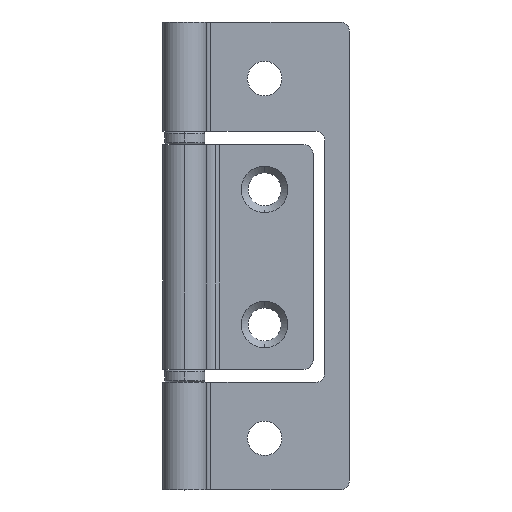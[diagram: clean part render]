
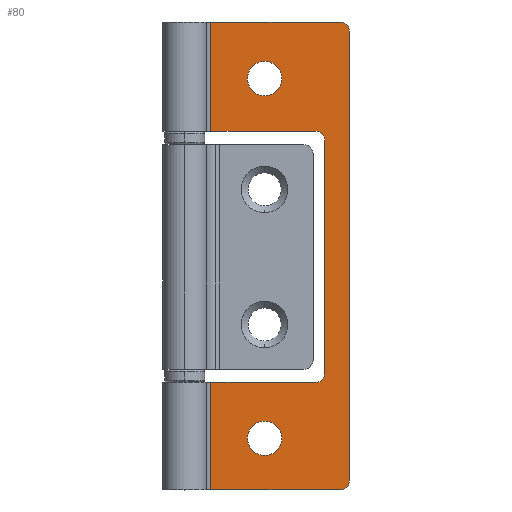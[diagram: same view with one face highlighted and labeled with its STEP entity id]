
A CAD part, top view. The second image highlights one B-rep face of the part: STEP entity #80.
In plain terms, the highlighted planar face has unit normal (0, 0, 1).
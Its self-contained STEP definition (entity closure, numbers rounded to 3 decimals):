
#80=ADVANCED_FACE('',(#173,#109,#110),#1370,.T.);
#109=FACE_BOUND('',#263,.T.);
#110=FACE_BOUND('',#264,.T.);
#173=FACE_OUTER_BOUND('',#262,.T.);
#262=EDGE_LOOP('',(#565,#566,#567,#568,#569,#570,#571,#572,#573,#574,#575,
#576));
#263=EDGE_LOOP('',(#577,#578));
#264=EDGE_LOOP('',(#579,#580));
#565=ORIENTED_EDGE('',*,*,#857,.F.);
#566=ORIENTED_EDGE('',*,*,#855,.F.);
#567=ORIENTED_EDGE('',*,*,#823,.F.);
#568=ORIENTED_EDGE('',*,*,#853,.F.);
#569=ORIENTED_EDGE('',*,*,#803,.F.);
#570=ORIENTED_EDGE('',*,*,#825,.F.);
#571=ORIENTED_EDGE('',*,*,#812,.F.);
#572=ORIENTED_EDGE('',*,*,#852,.F.);
#573=ORIENTED_EDGE('',*,*,#813,.F.);
#574=ORIENTED_EDGE('',*,*,#850,.F.);
#575=ORIENTED_EDGE('',*,*,#817,.F.);
#576=ORIENTED_EDGE('',*,*,#801,.F.);
#577=ORIENTED_EDGE('',*,*,#864,.F.);
#578=ORIENTED_EDGE('',*,*,#842,.F.);
#579=ORIENTED_EDGE('',*,*,#867,.F.);
#580=ORIENTED_EDGE('',*,*,#845,.F.);
#801=EDGE_CURVE('',#1283,#1249,#925,.T.);
#803=EDGE_CURVE('',#1250,#1251,#926,.T.);
#812=EDGE_CURVE('',#1260,#1261,#933,.T.);
#813=EDGE_CURVE('',#1264,#1265,#934,.T.);
#817=EDGE_CURVE('',#1249,#1268,#938,.T.);
#823=EDGE_CURVE('',#1274,#1273,#942,.T.);
#825=EDGE_CURVE('',#1261,#1250,#943,.T.);
#842=EDGE_CURVE('',#1272,#1289,#1048,.T.);
#845=EDGE_CURVE('',#1271,#1291,#1050,.T.);
#850=EDGE_CURVE('',#1268,#1264,#1052,.T.);
#852=EDGE_CURVE('',#1265,#1260,#1054,.T.);
#853=EDGE_CURVE('',#1251,#1274,#1055,.T.);
#855=EDGE_CURVE('',#1273,#1286,#1057,.T.);
#857=EDGE_CURVE('',#1286,#1283,#958,.T.);
#864=EDGE_CURVE('',#1289,#1272,#1062,.T.);
#867=EDGE_CURVE('',#1291,#1271,#1064,.T.);
#925=B_SPLINE_CURVE_WITH_KNOTS('',1,(#2896,#2897),.UNSPECIFIED.,.F.,.F.,
(2,2),(0.,0.018),.UNSPECIFIED.);
#926=B_SPLINE_CURVE_WITH_KNOTS('',1,(#2901,#2902),.UNSPECIFIED.,.F.,.F.,
(2,2),(0.,0.021),.UNSPECIFIED.);
#933=B_SPLINE_CURVE_WITH_KNOTS('',1,(#2921,#2922),.UNSPECIFIED.,.F.,.F.,
(2,2),(0.,0.017),.UNSPECIFIED.);
#934=B_SPLINE_CURVE_WITH_KNOTS('',1,(#2923,#2924),.UNSPECIFIED.,.F.,.F.,
(2,2),(0.,0.038),.UNSPECIFIED.);
#938=B_SPLINE_CURVE_WITH_KNOTS('',1,(#2931,#2932),.UNSPECIFIED.,.F.,.F.,
(2,2),(0.,0.017),.UNSPECIFIED.);
#942=B_SPLINE_CURVE_WITH_KNOTS('',1,(#2945,#2946),.UNSPECIFIED.,.F.,.F.,
(2,2),(-0.073,0.),.UNSPECIFIED.);
#943=B_SPLINE_CURVE_WITH_KNOTS('',1,(#2950,#2951),.UNSPECIFIED.,.F.,.F.,
(2,2),(0.,0.018),.UNSPECIFIED.);
#958=B_SPLINE_CURVE_WITH_KNOTS('',1,(#3031,#3032),.UNSPECIFIED.,.F.,.F.,
(2,2),(-0.021,0.),.UNSPECIFIED.);
#1048=TRIMMED_CURVE($,#1150,(#2991),(#2992),.T.,.CARTESIAN.);
#1050=TRIMMED_CURVE($,#1152,(#2999),(#3000),.T.,.CARTESIAN.);
#1052=TRIMMED_CURVE($,#1154,(#3011),(#3012),.T.,.CARTESIAN.);
#1054=TRIMMED_CURVE($,#1156,(#3017),(#3018),.T.,.CARTESIAN.);
#1055=TRIMMED_CURVE($,#1157,(#3020),(#3021),.T.,.CARTESIAN.);
#1057=TRIMMED_CURVE($,#1159,(#3026),(#3027),.T.,.CARTESIAN.);
#1062=TRIMMED_CURVE($,#1164,(#3049),(#3050),.T.,.CARTESIAN.);
#1064=TRIMMED_CURVE($,#1166,(#3057),(#3058),.T.,.CARTESIAN.);
#1150=CIRCLE('',#1612,2.8);
#1152=CIRCLE('',#1614,2.8);
#1154=CIRCLE('',#1616,1.5);
#1156=CIRCLE('',#1618,1.5);
#1157=CIRCLE('',#1619,1.5);
#1159=CIRCLE('',#1621,1.5);
#1164=CIRCLE('',#1626,2.8);
#1166=CIRCLE('',#1628,2.8);
#1249=VERTEX_POINT('',#2827);
#1250=VERTEX_POINT('',#2828);
#1251=VERTEX_POINT('',#2829);
#1260=VERTEX_POINT('',#2838);
#1261=VERTEX_POINT('',#2839);
#1264=VERTEX_POINT('',#2842);
#1265=VERTEX_POINT('',#2843);
#1268=VERTEX_POINT('',#2846);
#1271=VERTEX_POINT('',#2849);
#1272=VERTEX_POINT('',#2850);
#1273=VERTEX_POINT('',#2851);
#1274=VERTEX_POINT('',#2852);
#1283=VERTEX_POINT('',#2861);
#1286=VERTEX_POINT('',#2864);
#1289=VERTEX_POINT('',#2867);
#1291=VERTEX_POINT('',#2869);
#1370=PLANE('',#1578);
#1578=AXIS2_PLACEMENT_3D('',#2764,#1814,$);
#1612=AXIS2_PLACEMENT_3D($,#2990,#1865,#1866);
#1614=AXIS2_PLACEMENT_3D($,#2998,#1869,#1870);
#1616=AXIS2_PLACEMENT_3D($,#3010,#1873,#1874);
#1618=AXIS2_PLACEMENT_3D($,#3016,#1877,#1878);
#1619=AXIS2_PLACEMENT_3D($,#3019,#1879,#1880);
#1621=AXIS2_PLACEMENT_3D($,#3025,#1883,#1884);
#1626=AXIS2_PLACEMENT_3D($,#3048,#1893,#1894);
#1628=AXIS2_PLACEMENT_3D($,#3056,#1897,#1898);
#1814=DIRECTION('',(0.,0.,1.));
#1865=DIRECTION('',(0.,0.,1.));
#1866=DIRECTION('',(0.,1.,0.));
#1869=DIRECTION('',(0.,0.,1.));
#1870=DIRECTION('',(0.,1.,0.));
#1873=DIRECTION('',(0.,0.,1.));
#1874=DIRECTION('',(0.,-1.,0.));
#1877=DIRECTION('',(0.,0.,1.));
#1878=DIRECTION('',(1.,0.,0.));
#1879=DIRECTION('',(0.,0.,-1.));
#1880=DIRECTION('',(0.,1.,0.));
#1883=DIRECTION('',(0.,0.,-1.));
#1884=DIRECTION('',(1.,0.,0.));
#1893=DIRECTION('',(0.,0.,1.));
#1894=DIRECTION('',(0.,-1.,0.));
#1897=DIRECTION('',(0.,0.,1.));
#1898=DIRECTION('',(0.,-1.,0.));
#2764=CARTESIAN_POINT('',(-589.043,-647.827,12.2));
#2827=CARTESIAN_POINT('',(13.223,-22.695,12.2));
#2828=CARTESIAN_POINT('',(13.223,36.005,12.2));
#2829=CARTESIAN_POINT('',(34.269,36.005,12.2));
#2838=CARTESIAN_POINT('',(30.269,18.205,12.2));
#2839=CARTESIAN_POINT('',(13.223,18.205,12.2));
#2842=CARTESIAN_POINT('',(31.769,-21.195,12.2));
#2843=CARTESIAN_POINT('',(31.769,16.705,12.2));
#2846=CARTESIAN_POINT('',(30.269,-22.695,12.2));
#2849=CARTESIAN_POINT('',(21.969,29.605,12.2));
#2850=CARTESIAN_POINT('',(21.969,-28.995,12.2));
#2851=CARTESIAN_POINT('',(35.769,-38.695,12.2));
#2852=CARTESIAN_POINT('',(35.769,34.505,12.2));
#2861=CARTESIAN_POINT('',(13.223,-40.195,12.2));
#2864=CARTESIAN_POINT('',(34.269,-40.195,12.2));
#2867=CARTESIAN_POINT('',(21.969,-34.595,12.2));
#2869=CARTESIAN_POINT('',(21.969,24.005,12.2));
#2896=CARTESIAN_POINT('',(13.223,-40.195,12.2));
#2897=CARTESIAN_POINT('',(13.223,-22.695,12.2));
#2901=CARTESIAN_POINT('',(13.223,36.005,12.2));
#2902=CARTESIAN_POINT('',(34.269,36.005,12.2));
#2921=CARTESIAN_POINT('',(30.269,18.205,12.2));
#2922=CARTESIAN_POINT('',(13.223,18.205,12.2));
#2923=CARTESIAN_POINT('',(31.769,-21.195,12.2));
#2924=CARTESIAN_POINT('',(31.769,16.705,12.2));
#2931=CARTESIAN_POINT('',(13.223,-22.695,12.2));
#2932=CARTESIAN_POINT('',(30.269,-22.695,12.2));
#2945=CARTESIAN_POINT('',(35.769,34.505,12.2));
#2946=CARTESIAN_POINT('',(35.769,-38.695,12.2));
#2950=CARTESIAN_POINT('',(13.223,18.205,12.2));
#2951=CARTESIAN_POINT('',(13.223,36.005,12.2));
#2990=CARTESIAN_POINT('',(21.969,-31.795,12.2));
#2991=CARTESIAN_POINT('',(21.969,-28.995,12.2));
#2992=CARTESIAN_POINT('',(21.969,-34.595,12.2));
#2998=CARTESIAN_POINT('',(21.969,26.805,12.2));
#2999=CARTESIAN_POINT('',(21.969,29.605,12.2));
#3000=CARTESIAN_POINT('',(21.969,24.005,12.2));
#3010=CARTESIAN_POINT('',(30.269,-21.195,12.2));
#3011=CARTESIAN_POINT('',(30.269,-22.695,12.2));
#3012=CARTESIAN_POINT('',(31.769,-21.195,12.2));
#3016=CARTESIAN_POINT('',(30.269,16.705,12.2));
#3017=CARTESIAN_POINT('',(31.769,16.705,12.2));
#3018=CARTESIAN_POINT('',(30.269,18.205,12.2));
#3019=CARTESIAN_POINT('',(34.269,34.505,12.2));
#3020=CARTESIAN_POINT('',(34.269,36.005,12.2));
#3021=CARTESIAN_POINT('',(35.769,34.505,12.2));
#3025=CARTESIAN_POINT('',(34.269,-38.695,12.2));
#3026=CARTESIAN_POINT('',(35.769,-38.695,12.2));
#3027=CARTESIAN_POINT('',(34.269,-40.195,12.2));
#3031=CARTESIAN_POINT('',(34.269,-40.195,12.2));
#3032=CARTESIAN_POINT('',(13.223,-40.195,12.2));
#3048=CARTESIAN_POINT('',(21.969,-31.795,12.2));
#3049=CARTESIAN_POINT('',(21.969,-34.595,12.2));
#3050=CARTESIAN_POINT('',(21.969,-28.995,12.2));
#3056=CARTESIAN_POINT('',(21.969,26.805,12.2));
#3057=CARTESIAN_POINT('',(21.969,24.005,12.2));
#3058=CARTESIAN_POINT('',(21.969,29.605,12.2));
